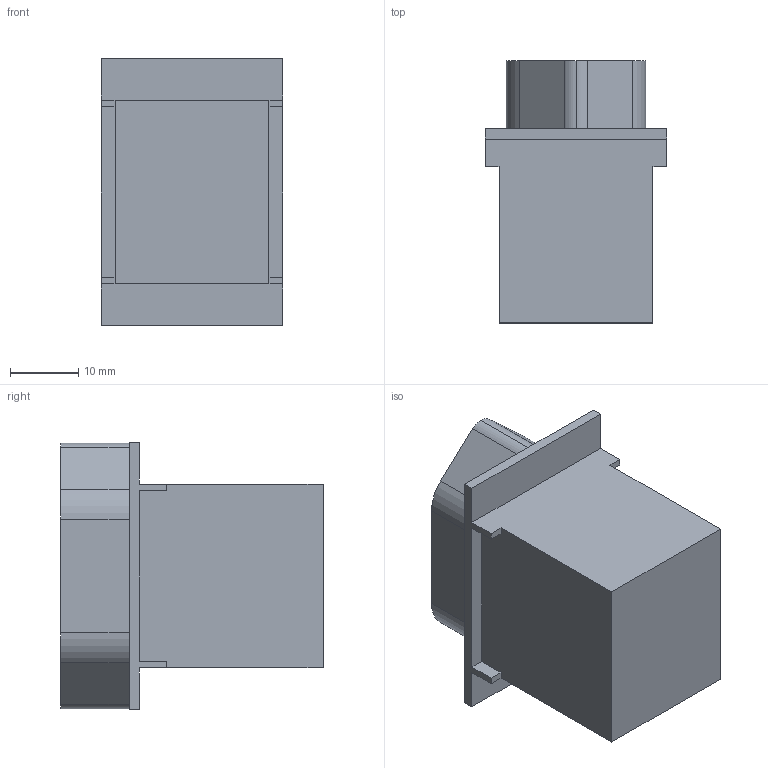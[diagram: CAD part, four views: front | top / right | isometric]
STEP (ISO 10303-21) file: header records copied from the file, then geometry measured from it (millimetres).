
FILE_DESCRIPTION (( 'STEP AP214' ), '1' );
FILE_NAME ('Tomada Transmóbil 25x28mm (TMOB).STEP', '2018-09-03T19:22:03', ( '' ), ( '' ), 'SwSTEP 2.0', 'SolidWorks 2018', '' );
FILE_SCHEMA (( 'AUTOMOTIVE_DESIGN' ));
Length unit declared in the file: millimetre
Products named in the file (1): Tomada Transmóbil 25x28mm (TMOB)
Bounding box: 26.7 x 38.5 x 39.3 mm (x, y, z)
Volume: 18722.1 mm3; surface area: 7145.2 mm2
Topology: 1 solids, 1 shells, 59 faces, 156 edges, 104 vertices
Faces by surface type: plane 39, cylinder 20
Entity records: 1864 total; most frequent: CARTESIAN_POINT 320, DIRECTION 316, ORIENTED_EDGE 312, EDGE_CURVE 156, LINE 116, VECTOR 116, VERTEX_POINT 104, AXIS2_PLACEMENT_3D 100
